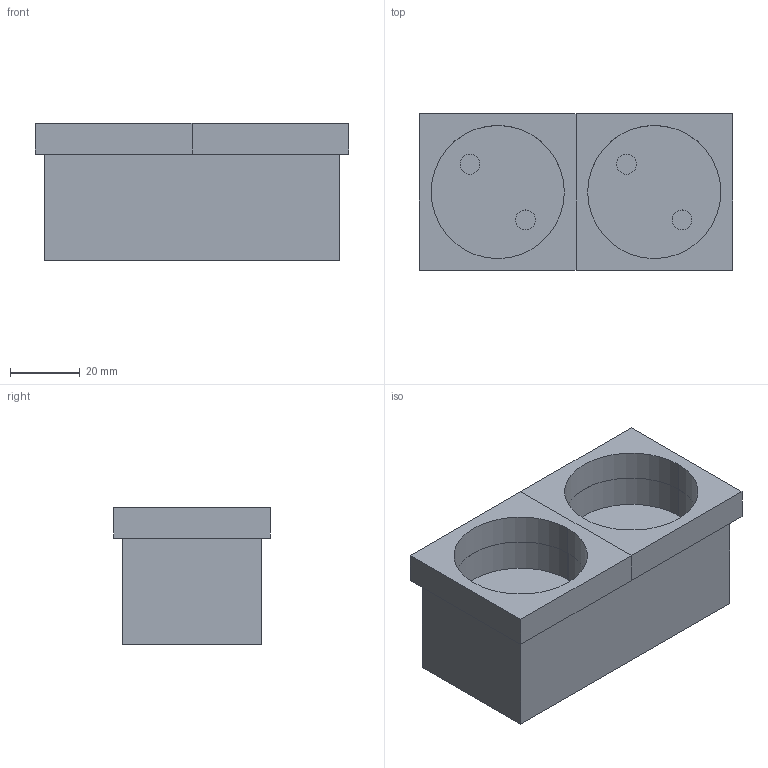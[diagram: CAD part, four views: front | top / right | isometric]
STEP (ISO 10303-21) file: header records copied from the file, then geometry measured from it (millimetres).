
FILE_DESCRIPTION((''),'2;1');
FILE_NAME('ESR2339010-VEREINFACHT_ASM','2023-02-03T09:11:01',('rissom1'),(''),'CREO PARAMETRIC BY PTC INC, 2022024','CREO PARAMETRIC BY PTC INC, 2022024','');
FILE_SCHEMA(('AUTOMOTIVE_DESIGN { 1 0 10303 214 1 1 1 1 }'));
Length unit declared in the file: millimetre
Products named in the file (3): SOCKEL-2-FACH-VEREINFACHT; ABDECKUNG-SIMPLIFIED; ESR2339010-VEREINFACHT_ASM
Assembly tree (3 placements, depth 2):
  ESR2339010-VEREINFACHT_ASM
    SOCKEL-2-FACH-VEREINFACHT
    ABDECKUNG-SIMPLIFIED  x2
Bounding box: 90 x 45 x 39.4 mm (x, y, z)
Volume: 25997.2 mm3; surface area: 39723.9 mm2
Topology: 3 solids, 3 shells, 43 faces, 116 edges, 84 vertices
Faces by surface type: plane 27, cylinder 16
Entity records: 1616 total; most frequent: DIRECTION 239, COLOUR_RGB 210, CARTESIAN_POINT 205, ORIENTED_EDGE 120, AXIS2_PLACEMENT_3D 85, VECTOR 60, LINE 60, EDGE_CURVE 60
